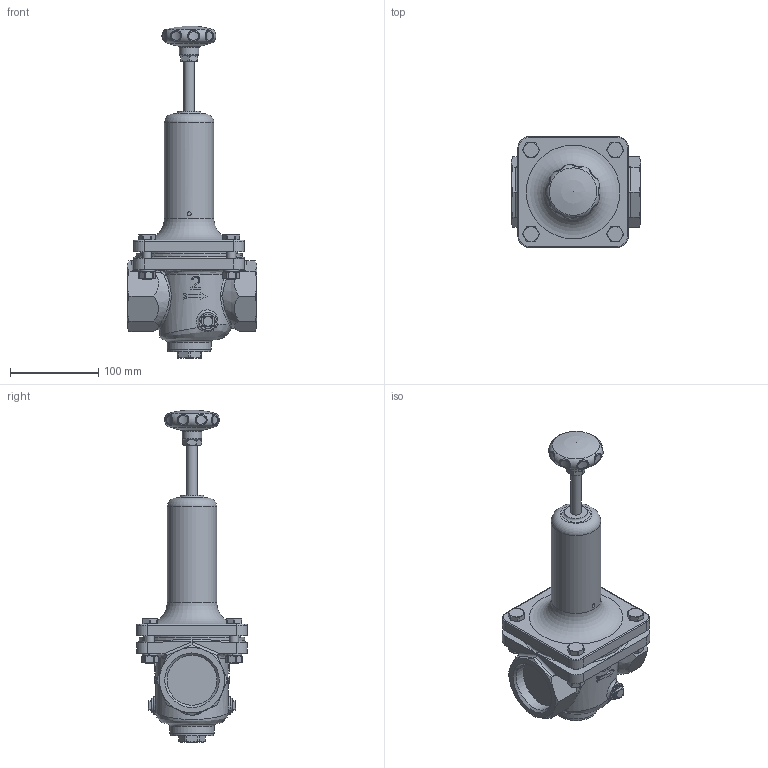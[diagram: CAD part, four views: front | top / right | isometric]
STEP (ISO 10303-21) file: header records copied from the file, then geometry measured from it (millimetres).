
FILE_DESCRIPTION((''),'2;1');
FILE_NAME('002007.stp','2012-01-04T13:23:46',('powierski'),(''),'Autodesk Inventor 2012','Autodesk Inventor 2012','');
FILE_SCHEMA(('AUTOMOTIVE_DESIGN { 1 0 10303 214 1 1 1 1 }'));
Length unit declared in the file: millimetre
Products named in the file (1): 002007_step
Bounding box: 146.5 x 125 x 376.1 mm (x, y, z)
Volume: 1620675.2 mm3; surface area: 155222.4 mm2
Topology: 1 solids, 8 shells, 573 faces, 1382 edges, 878 vertices
Faces by surface type: plane 213, cylinder 160, cone 146, bspline 38, torus 15, sphere 1
Full cylindrical faces by diameter (mm): 4.5 x1, 10 x8, 10.7 x1, 11 x2, 11.45 x2, 11.5 x8, 12 x6, 13 x1, 14 x1, 14.7 x1, 16.5 x2, 20 x2, 22 x1, 48 x1, 50 x1, 53.8 x1, 56 x1, 56.66 x2, 109.5 x1, 110 x1, 120 x1
Entity records: 20514 total; most frequent: CARTESIAN_POINT 7717, ORIENTED_EDGE 2544, DIRECTION 2474, EDGE_CURVE 1272, AXIS2_PLACEMENT_3D 1046, VERTEX_POINT 847, EDGE_LOOP 721, STYLED_ITEM 574
